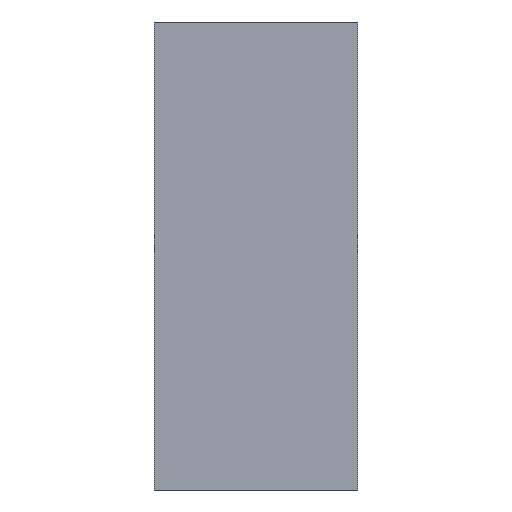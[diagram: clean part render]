
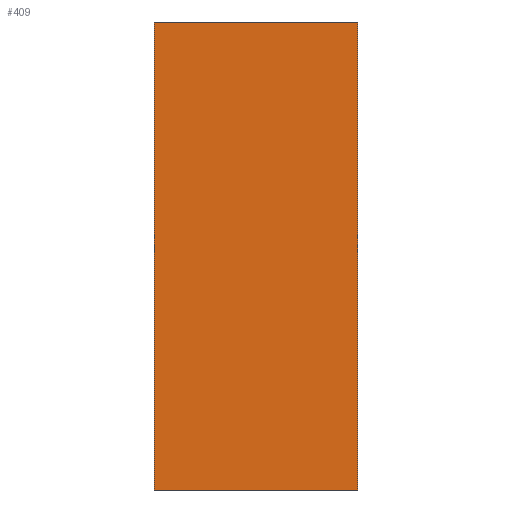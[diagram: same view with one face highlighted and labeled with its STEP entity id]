
A CAD part, left-side view. The second image highlights one B-rep face of the part: STEP entity #409.
In plain terms, the highlighted planar face has unit normal (-1, 0, 0).
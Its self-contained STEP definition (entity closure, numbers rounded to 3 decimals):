
#39=PLANE('',#448);
#59=FACE_OUTER_BOUND('',#81,.T.);
#81=EDGE_LOOP('',(#357,#358,#359,#360));
#133=LINE('',#657,#183);
#134=LINE('',#660,#184);
#135=LINE('',#662,#185);
#136=LINE('',#663,#186);
#183=VECTOR('',#541,10.);
#184=VECTOR('',#544,10.);
#185=VECTOR('',#545,10.);
#186=VECTOR('',#546,10.);
#225=VERTEX_POINT('',#653);
#226=VERTEX_POINT('',#655);
#227=VERTEX_POINT('',#659);
#228=VERTEX_POINT('',#661);
#277=EDGE_CURVE('',#225,#226,#133,.T.);
#278=EDGE_CURVE('',#225,#227,#134,.F.);
#279=EDGE_CURVE('',#228,#226,#135,.T.);
#280=EDGE_CURVE('',#227,#228,#136,.T.);
#357=ORIENTED_EDGE('',*,*,#278,.F.);
#358=ORIENTED_EDGE('',*,*,#277,.T.);
#359=ORIENTED_EDGE('',*,*,#279,.F.);
#360=ORIENTED_EDGE('',*,*,#280,.F.);
#409=ADVANCED_FACE('',(#59),#39,.T.);
#448=AXIS2_PLACEMENT_3D('',#658,#542,#543);
#541=DIRECTION('',(0.,1.,0.));
#542=DIRECTION('center_axis',(-1.,0.,0.));
#543=DIRECTION('ref_axis',(0.,0.,1.));
#544=DIRECTION('',(0.,0.,1.));
#545=DIRECTION('',(0.,0.,1.));
#546=DIRECTION('',(0.,1.,0.));
#653=CARTESIAN_POINT('',(4.,10.,37.));
#655=CARTESIAN_POINT('',(4.,27.,37.));
#657=CARTESIAN_POINT('',(4.,0.,37.));
#658=CARTESIAN_POINT('Origin',(4.,0.,-2.));
#659=CARTESIAN_POINT('',(4.,10.,-2.));
#660=CARTESIAN_POINT('',(4.,10.,7.75));
#661=CARTESIAN_POINT('',(4.,27.,-2.));
#662=CARTESIAN_POINT('',(4.,27.,37.));
#663=CARTESIAN_POINT('',(4.,0.,-2.));
